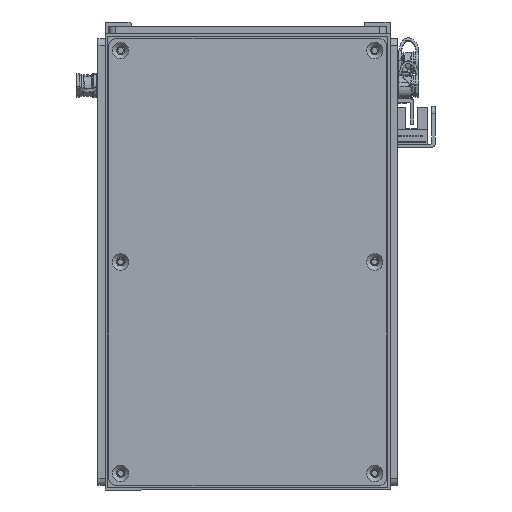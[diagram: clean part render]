
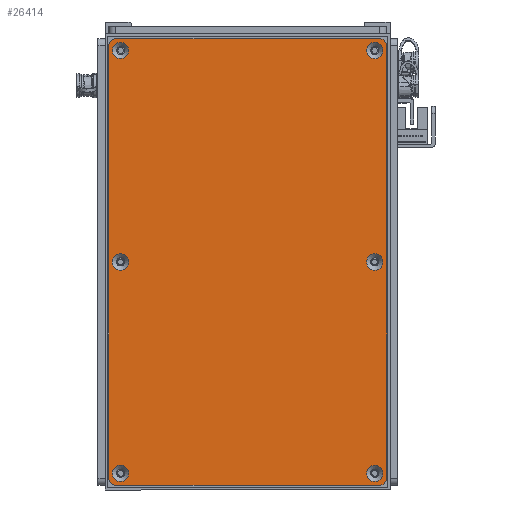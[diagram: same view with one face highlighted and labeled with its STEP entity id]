
A CAD part, front view. The second image highlights one B-rep face of the part: STEP entity #26414.
In plain terms, the highlighted planar face has unit normal (0, -1, 0).
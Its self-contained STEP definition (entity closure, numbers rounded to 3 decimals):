
#2159=FACE_BOUND('',#6395,.T.);
#2160=FACE_BOUND('',#6396,.T.);
#2161=FACE_BOUND('',#6397,.T.);
#2162=FACE_BOUND('',#6398,.T.);
#2163=FACE_BOUND('',#6399,.T.);
#2164=FACE_BOUND('',#6400,.T.);
#3326=CIRCLE('',#29299,3.45);
#3329=CIRCLE('',#29304,3.45);
#3332=CIRCLE('',#29309,3.45);
#3335=CIRCLE('',#29314,3.45);
#3338=CIRCLE('',#29319,3.45);
#3341=CIRCLE('',#29324,3.45);
#3344=CIRCLE('',#29329,3.);
#3346=CIRCLE('',#29332,3.);
#3347=CIRCLE('',#29333,3.);
#3348=CIRCLE('',#29334,3.);
#4696=FACE_OUTER_BOUND('',#6394,.T.);
#6394=EDGE_LOOP('',(#23839,#23840,#23841,#23842,#23843,#23844,#23845,#23846));
#6395=EDGE_LOOP('',(#23847));
#6396=EDGE_LOOP('',(#23848));
#6397=EDGE_LOOP('',(#23849));
#6398=EDGE_LOOP('',(#23850));
#6399=EDGE_LOOP('',(#23851));
#6400=EDGE_LOOP('',(#23852));
#8583=LINE('',#45737,#10779);
#8584=LINE('',#45741,#10780);
#8585=LINE('',#45745,#10781);
#8586=LINE('',#45748,#10782);
#10779=VECTOR('',#36470,10.);
#10780=VECTOR('',#36473,10.);
#10781=VECTOR('',#36476,10.);
#10782=VECTOR('',#36479,10.);
#13211=VERTEX_POINT('',#45667);
#13214=VERTEX_POINT('',#45677);
#13217=VERTEX_POINT('',#45687);
#13220=VERTEX_POINT('',#45697);
#13223=VERTEX_POINT('',#45707);
#13226=VERTEX_POINT('',#45717);
#13229=VERTEX_POINT('',#45727);
#13230=VERTEX_POINT('',#45728);
#13233=VERTEX_POINT('',#45736);
#13234=VERTEX_POINT('',#45738);
#13235=VERTEX_POINT('',#45740);
#13236=VERTEX_POINT('',#45742);
#13237=VERTEX_POINT('',#45744);
#13238=VERTEX_POINT('',#45746);
#16778=EDGE_CURVE('',#13211,#13211,#3326,.T.);
#16783=EDGE_CURVE('',#13214,#13214,#3329,.T.);
#16788=EDGE_CURVE('',#13217,#13217,#3332,.T.);
#16793=EDGE_CURVE('',#13220,#13220,#3335,.T.);
#16798=EDGE_CURVE('',#13223,#13223,#3338,.T.);
#16803=EDGE_CURVE('',#13226,#13226,#3341,.T.);
#16808=EDGE_CURVE('',#13229,#13230,#3344,.T.);
#16812=EDGE_CURVE('',#13229,#13233,#8583,.T.);
#16813=EDGE_CURVE('',#13234,#13233,#3346,.T.);
#16814=EDGE_CURVE('',#13234,#13235,#8584,.T.);
#16815=EDGE_CURVE('',#13236,#13235,#3347,.T.);
#16816=EDGE_CURVE('',#13236,#13237,#8585,.T.);
#16817=EDGE_CURVE('',#13238,#13237,#3348,.T.);
#16818=EDGE_CURVE('',#13238,#13230,#8586,.T.);
#23839=ORIENTED_EDGE('',*,*,#16808,.F.);
#23840=ORIENTED_EDGE('',*,*,#16812,.T.);
#23841=ORIENTED_EDGE('',*,*,#16813,.F.);
#23842=ORIENTED_EDGE('',*,*,#16814,.T.);
#23843=ORIENTED_EDGE('',*,*,#16815,.F.);
#23844=ORIENTED_EDGE('',*,*,#16816,.T.);
#23845=ORIENTED_EDGE('',*,*,#16817,.F.);
#23846=ORIENTED_EDGE('',*,*,#16818,.T.);
#23847=ORIENTED_EDGE('',*,*,#16778,.T.);
#23848=ORIENTED_EDGE('',*,*,#16783,.T.);
#23849=ORIENTED_EDGE('',*,*,#16788,.T.);
#23850=ORIENTED_EDGE('',*,*,#16793,.T.);
#23851=ORIENTED_EDGE('',*,*,#16798,.T.);
#23852=ORIENTED_EDGE('',*,*,#16803,.T.);
#25140=PLANE('',#29331);
#26414=ADVANCED_FACE('',(#4696,#2159,#2160,#2161,#2162,#2163,#2164),#25140,
 .T.);
#29299=AXIS2_PLACEMENT_3D('',#45668,#36390,#36391);
#29304=AXIS2_PLACEMENT_3D('',#45678,#36402,#36403);
#29309=AXIS2_PLACEMENT_3D('',#45688,#36414,#36415);
#29314=AXIS2_PLACEMENT_3D('',#45698,#36426,#36427);
#29319=AXIS2_PLACEMENT_3D('',#45708,#36438,#36439);
#29324=AXIS2_PLACEMENT_3D('',#45718,#36450,#36451);
#29329=AXIS2_PLACEMENT_3D('',#45729,#36462,#36463);
#29331=AXIS2_PLACEMENT_3D('',#45735,#36468,#36469);
#29332=AXIS2_PLACEMENT_3D('',#45739,#36471,#36472);
#29333=AXIS2_PLACEMENT_3D('',#45743,#36474,#36475);
#29334=AXIS2_PLACEMENT_3D('',#45747,#36477,#36478);
#36390=DIRECTION('center_axis',(0.,1.,0.));
#36391=DIRECTION('ref_axis',(1.,0.,0.));
#36402=DIRECTION('center_axis',(0.,1.,0.));
#36403=DIRECTION('ref_axis',(1.,0.,0.));
#36414=DIRECTION('center_axis',(0.,1.,0.));
#36415=DIRECTION('ref_axis',(1.,0.,0.));
#36426=DIRECTION('center_axis',(0.,1.,0.));
#36427=DIRECTION('ref_axis',(1.,0.,0.));
#36438=DIRECTION('center_axis',(0.,1.,0.));
#36439=DIRECTION('ref_axis',(1.,0.,0.));
#36450=DIRECTION('center_axis',(0.,1.,0.));
#36451=DIRECTION('ref_axis',(1.,0.,0.));
#36462=DIRECTION('center_axis',(0.,1.,0.));
#36463=DIRECTION('ref_axis',(-0.707,0.,0.707));
#36468=DIRECTION('center_axis',(0.,-1.,0.));
#36469=DIRECTION('ref_axis',(0.,0.,-1.));
#36470=DIRECTION('',(0.,0.,-1.));
#36471=DIRECTION('center_axis',(0.,1.,0.));
#36472=DIRECTION('ref_axis',(-0.707,0.,-0.707));
#36473=DIRECTION('',(1.,0.,0.));
#36474=DIRECTION('center_axis',(0.,1.,0.));
#36475=DIRECTION('ref_axis',(0.707,0.,-0.707));
#36476=DIRECTION('',(0.,0.,1.));
#36477=DIRECTION('center_axis',(0.,1.,0.));
#36478=DIRECTION('ref_axis',(0.707,0.,0.707));
#36479=DIRECTION('',(-1.,0.,0.));
#45667=CARTESIAN_POINT('',(85.55,-1.5,53.5));
#45668=CARTESIAN_POINT('Origin',(89.,-1.5,53.5));
#45677=CARTESIAN_POINT('',(-3.45,-1.5,-53.5));
#45678=CARTESIAN_POINT('Origin',(0.,-1.5,-53.5));
#45687=CARTESIAN_POINT('',(-92.45,-1.5,53.5));
#45688=CARTESIAN_POINT('Origin',(-89.,-1.5,53.5));
#45697=CARTESIAN_POINT('',(-92.45,-1.5,-53.5));
#45698=CARTESIAN_POINT('Origin',(-89.,-1.5,-53.5));
#45707=CARTESIAN_POINT('',(-3.45,-1.5,53.5));
#45708=CARTESIAN_POINT('Origin',(0.,-1.5,53.5));
#45717=CARTESIAN_POINT('',(85.55,-1.5,-53.5));
#45718=CARTESIAN_POINT('Origin',(89.,-1.5,-53.5));
#45727=CARTESIAN_POINT('',(-94.,-1.5,55.5));
#45728=CARTESIAN_POINT('',(-91.,-1.5,58.5));
#45729=CARTESIAN_POINT('Origin',(-91.,-1.5,55.5));
#45735=CARTESIAN_POINT('Origin',(0.,-1.5,0.));
#45736=CARTESIAN_POINT('',(-94.,-1.5,-55.5));
#45737=CARTESIAN_POINT('',(-94.,-1.5,58.5));
#45738=CARTESIAN_POINT('',(-91.,-1.5,-58.5));
#45739=CARTESIAN_POINT('Origin',(-91.,-1.5,-55.5));
#45740=CARTESIAN_POINT('',(91.,-1.5,-58.5));
#45741=CARTESIAN_POINT('',(-94.,-1.5,-58.5));
#45742=CARTESIAN_POINT('',(94.,-1.5,-55.5));
#45743=CARTESIAN_POINT('Origin',(91.,-1.5,-55.5));
#45744=CARTESIAN_POINT('',(94.,-1.5,55.5));
#45745=CARTESIAN_POINT('',(94.,-1.5,-58.5));
#45746=CARTESIAN_POINT('',(91.,-1.5,58.5));
#45747=CARTESIAN_POINT('Origin',(91.,-1.5,55.5));
#45748=CARTESIAN_POINT('',(94.,-1.5,58.5));
